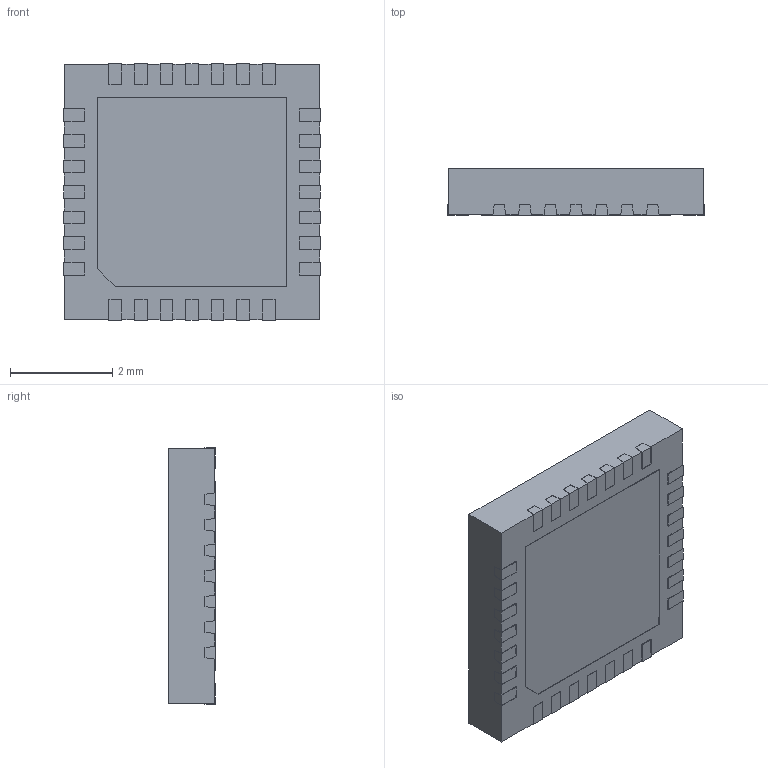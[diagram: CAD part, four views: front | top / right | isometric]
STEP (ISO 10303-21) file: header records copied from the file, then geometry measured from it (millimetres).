
FILE_DESCRIPTION (( 'STEP AP214' ), '1' );
FILE_NAME ('TMC 2209.STEP', '2022-04-30T15:27:31', ( '' ), ( '' ), 'SwSTEP 2.0', 'SolidWorks 2020', '' );
FILE_SCHEMA (( 'AUTOMOTIVE_DESIGN' ));
Length unit declared in the file: millimetre
Products named in the file (1): TMC 2209
Bounding box: 5.02 x 0.91 x 5.02 mm (x, y, z)
Volume: 22.7 mm3; surface area: 68.8 mm2
Topology: 1 solids, 1 shells, 590 faces, 1582 edges, 1036 vertices
Faces by surface type: plane 467, bspline 113, cylinder 10
Entity records: 26185 total; most frequent: CARTESIAN_POINT 11194, ORIENTED_EDGE 3164, DIRECTION 2332, EDGE_CURVE 1582, LINE 1336, VECTOR 1336, VERTEX_POINT 1036, EDGE_LOOP 632
